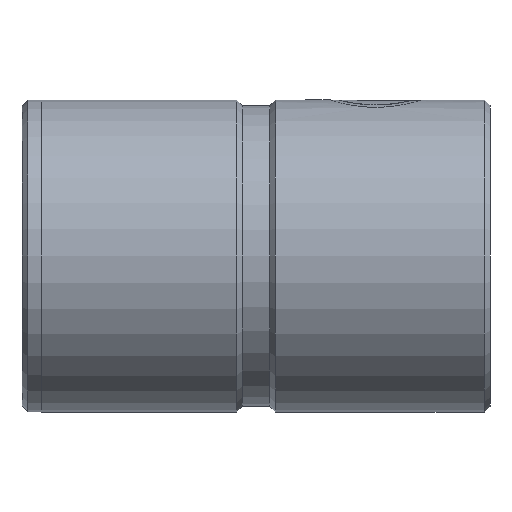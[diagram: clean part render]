
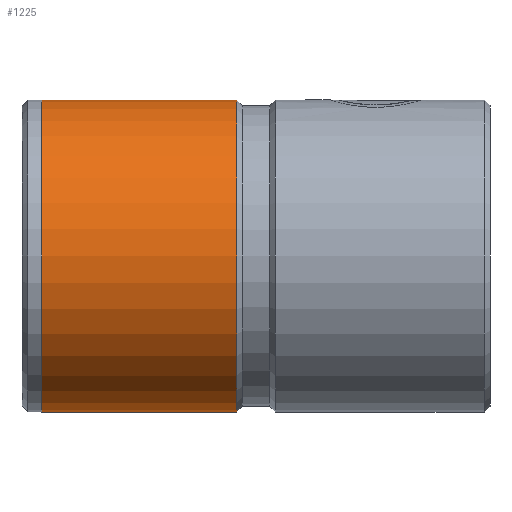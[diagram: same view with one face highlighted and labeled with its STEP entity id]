
A CAD part, left-side view. The second image highlights one B-rep face of the part: STEP entity #1225.
In plain terms, the highlighted cylindrical face has radius 40 mm (diameter 80 mm), a partial arc.
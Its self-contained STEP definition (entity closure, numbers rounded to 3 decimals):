
#51 = ORIENTED_EDGE ( 'NONE', *, *, #1384, .F. ) ;
#58 = VERTEX_POINT ( 'NONE', #516 ) ;
#71 = LINE ( 'NONE', #875, #1079 ) ;
#86 = AXIS2_PLACEMENT_3D ( 'NONE', #1554, #761, #1686 ) ;
#104 = VERTEX_POINT ( 'NONE', #649 ) ;
#268 = EDGE_CURVE ( 'NONE', #499, #104, #71, .T. ) ;
#370 = EDGE_LOOP ( 'NONE', ( #421, #1640, #668, #51 ) ) ;
#399 = FACE_OUTER_BOUND ( 'NONE', #370, .T. ) ;
#416 = CARTESIAN_POINT ( 'NONE',  ( 0., 115., 0. ) ) ;
#421 = ORIENTED_EDGE ( 'NONE', *, *, #1463, .F. ) ;
#499 = VERTEX_POINT ( 'NONE', #584 ) ;
#516 = CARTESIAN_POINT ( 'NONE',  ( 0., 65., 40. ) ) ;
#542 = LINE ( 'NONE', #1307, #855 ) ;
#549 = DIRECTION ( 'NONE',  ( 0., 0., -1. ) ) ;
#584 = CARTESIAN_POINT ( 'NONE',  ( 0., 115., -40. ) ) ;
#626 = DIRECTION ( 'NONE',  ( 0., -1., 0. ) ) ;
#649 = CARTESIAN_POINT ( 'NONE',  ( 0., 65., -40. ) ) ;
#668 = ORIENTED_EDGE ( 'NONE', *, *, #268, .T. ) ;
#761 = DIRECTION ( 'NONE',  ( 0., -1., 0. ) ) ;
#813 = DIRECTION ( 'NONE',  ( 0., 0., -1. ) ) ;
#846 = EDGE_CURVE ( 'NONE', #1629, #499, #894, .T. ) ;
#855 = VECTOR ( 'NONE', #626, 1000. ) ;
#875 = CARTESIAN_POINT ( 'NONE',  ( 0., 0., -40. ) ) ;
#894 = CIRCLE ( 'NONE', #1581, 40. ) ;
#906 = CIRCLE ( 'NONE', #86, 40. ) ;
#1079 = VECTOR ( 'NONE', #1395, 1000. ) ;
#1211 = DIRECTION ( 'NONE',  ( 0., -1., 0. ) ) ;
#1225 = ADVANCED_FACE ( 'NONE', ( #399 ), #1717, .T. ) ;
#1307 = CARTESIAN_POINT ( 'NONE',  ( 0., 0., 40. ) ) ;
#1350 = DIRECTION ( 'NONE',  ( 0., -1., 0. ) ) ;
#1384 = EDGE_CURVE ( 'NONE', #58, #104, #906, .T. ) ;
#1395 = DIRECTION ( 'NONE',  ( 0., -1., 0. ) ) ;
#1457 = AXIS2_PLACEMENT_3D ( 'NONE', #1730, #1211, #813 ) ;
#1463 = EDGE_CURVE ( 'NONE', #1629, #58, #542, .T. ) ;
#1542 = CARTESIAN_POINT ( 'NONE',  ( 0., 115., 40. ) ) ;
#1554 = CARTESIAN_POINT ( 'NONE',  ( 0., 65., 0. ) ) ;
#1581 = AXIS2_PLACEMENT_3D ( 'NONE', #416, #1350, #549 ) ;
#1629 = VERTEX_POINT ( 'NONE', #1542 ) ;
#1640 = ORIENTED_EDGE ( 'NONE', *, *, #846, .T. ) ;
#1686 = DIRECTION ( 'NONE',  ( 0., 0., -1. ) ) ;
#1717 = CYLINDRICAL_SURFACE ( 'NONE', #1457, 40. ) ;
#1730 = CARTESIAN_POINT ( 'NONE',  ( 0., 0., 0. ) ) ;
